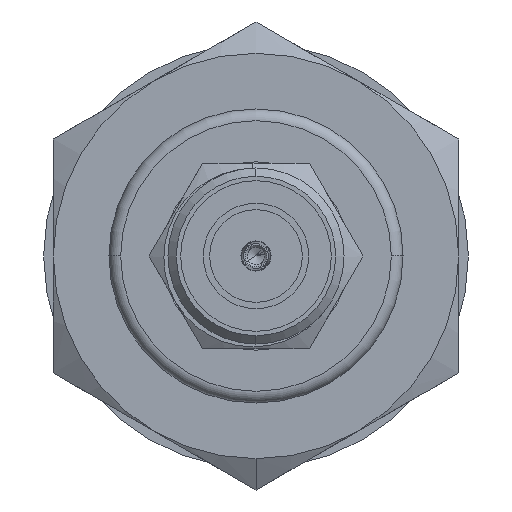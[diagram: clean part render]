
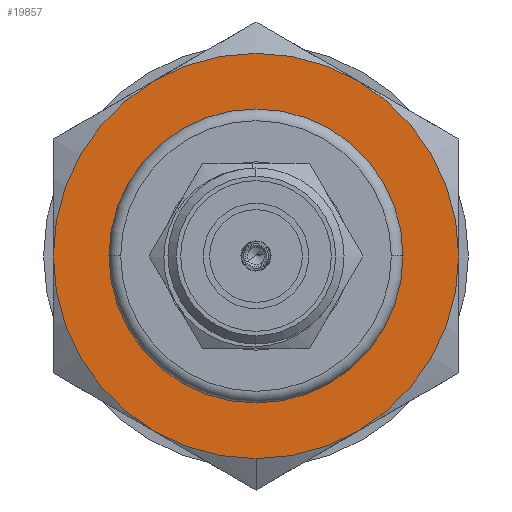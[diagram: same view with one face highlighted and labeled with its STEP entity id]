
A CAD part, left-side view. The second image highlights one B-rep face of the part: STEP entity #19857.
In plain terms, the highlighted face is planar.
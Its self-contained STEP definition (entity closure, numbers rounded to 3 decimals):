
#1163 = AXIS2_PLACEMENT_3D ( 'NONE', #37973, #6725, #3576 ) ;
#1498 = VERTEX_POINT ( 'NONE', #3755 ) ;
#1522 = DIRECTION ( 'NONE',  ( 0., -1., 0. ) ) ;
#1639 = DIRECTION ( 'NONE',  ( 1., 0., 0. ) ) ;
#2353 = CARTESIAN_POINT ( 'NONE',  ( 22.23, 0., 8.75 ) ) ;
#3576 = DIRECTION ( 'NONE',  ( 0., 1., 0. ) ) ;
#3755 = CARTESIAN_POINT ( 'NONE',  ( 22.23, 6.35, 0. ) ) ;
#4041 = CIRCLE ( 'NONE', #29168, 8.75 ) ;
#4456 = AXIS2_PLACEMENT_3D ( 'NONE', #31508, #31287, #34867 ) ;
#4704 = CIRCLE ( 'NONE', #29870, 8.75 ) ;
#4768 = CARTESIAN_POINT ( 'NONE',  ( 22.23, 0., 0. ) ) ;
#4842 = DIRECTION ( 'NONE',  ( 0., 1., 0. ) ) ;
#5036 = EDGE_LOOP ( 'NONE', ( #10833, #26373, #10089, #25427, #37975, #22115, #11863 ) ) ;
#5097 = PLANE ( 'NONE',  #32414 ) ;
#6725 = DIRECTION ( 'NONE',  ( 1., 0., 0. ) ) ;
#6832 = CARTESIAN_POINT ( 'NONE',  ( 22.23, 8.75, 0. ) ) ;
#6948 = DIRECTION ( 'NONE',  ( 0., 1., 0. ) ) ;
#7273 = CARTESIAN_POINT ( 'NONE',  ( 22.23, 0., 0. ) ) ;
#7377 = CARTESIAN_POINT ( 'NONE',  ( 22.23, 0., 0. ) ) ;
#8221 = CARTESIAN_POINT ( 'NONE',  ( 22.23, 0., 0. ) ) ;
#8445 = VERTEX_POINT ( 'NONE', #2353 ) ;
#8599 = DIRECTION ( 'NONE',  ( 0., 1., 0. ) ) ;
#9003 = CIRCLE ( 'NONE', #34148, 8.75 ) ;
#9740 = CARTESIAN_POINT ( 'NONE',  ( 22.23, 7.578, 4.375 ) ) ;
#10089 = ORIENTED_EDGE ( 'NONE', *, *, #36071, .T. ) ;
#10833 = ORIENTED_EDGE ( 'NONE', *, *, #36388, .T. ) ;
#11863 = ORIENTED_EDGE ( 'NONE', *, *, #40167, .T. ) ;
#11936 = ORIENTED_EDGE ( 'NONE', *, *, #36843, .F. ) ;
#12857 = CARTESIAN_POINT ( 'NONE',  ( 22.23, -7.578, 4.375 ) ) ;
#13738 = CARTESIAN_POINT ( 'NONE',  ( 22.23, -7.578, -4.375 ) ) ;
#14069 = AXIS2_PLACEMENT_3D ( 'NONE', #38535, #1639, #8599 ) ;
#14356 = DIRECTION ( 'NONE',  ( 0., 1., 0. ) ) ;
#15236 = AXIS2_PLACEMENT_3D ( 'NONE', #7377, #41796, #6948 ) ;
#15440 = AXIS2_PLACEMENT_3D ( 'NONE', #8221, #35658, #4842 ) ;
#15948 = CIRCLE ( 'NONE', #15236, 8.75 ) ;
#16186 = AXIS2_PLACEMENT_3D ( 'NONE', #41819, #17719, #14356 ) ;
#17719 = DIRECTION ( 'NONE',  ( 1., 0., 0. ) ) ;
#17791 = DIRECTION ( 'NONE',  ( 1., 0., 0. ) ) ;
#18881 = VERTEX_POINT ( 'NONE', #41554 ) ;
#19040 = VERTEX_POINT ( 'NONE', #13738 ) ;
#19857 = ADVANCED_FACE ( 'NONE', ( #22413, #21743 ), #5097, .T. ) ;
#19902 = CIRCLE ( 'NONE', #16186, 8.75 ) ;
#20395 = VERTEX_POINT ( 'NONE', #12857 ) ;
#20447 = CARTESIAN_POINT ( 'NONE',  ( 22.23, -6.35, 0. ) ) ;
#20800 = VERTEX_POINT ( 'NONE', #31559 ) ;
#20992 = DIRECTION ( 'NONE',  ( 1., 0., 0. ) ) ;
#21098 = EDGE_CURVE ( 'NONE', #32529, #1498, #26732, .T. ) ;
#21743 = FACE_BOUND ( 'NONE', #34784, .T. ) ;
#22115 = ORIENTED_EDGE ( 'NONE', *, *, #42985, .T. ) ;
#22413 = FACE_OUTER_BOUND ( 'NONE', #5036, .T. ) ;
#23386 = DIRECTION ( 'NONE',  ( 1., 0., 0. ) ) ;
#23786 = VERTEX_POINT ( 'NONE', #9740 ) ;
#25427 = ORIENTED_EDGE ( 'NONE', *, *, #43508, .T. ) ;
#25568 = CIRCLE ( 'NONE', #1163, 8.75 ) ;
#25783 = CARTESIAN_POINT ( 'NONE',  ( 22.23, 8.641, 0. ) ) ;
#26220 = CIRCLE ( 'NONE', #15440, 8.75 ) ;
#26373 = ORIENTED_EDGE ( 'NONE', *, *, #34505, .T. ) ;
#26732 = CIRCLE ( 'NONE', #4456, 6.35 ) ;
#29168 = AXIS2_PLACEMENT_3D ( 'NONE', #4768, #17791, #31777 ) ;
#29870 = AXIS2_PLACEMENT_3D ( 'NONE', #36207, #23386, #29933 ) ;
#29897 = CIRCLE ( 'NONE', #14069, 6.35 ) ;
#29933 = DIRECTION ( 'NONE',  ( 0., 1., 0. ) ) ;
#30654 = VERTEX_POINT ( 'NONE', #6832 ) ;
#31287 = DIRECTION ( 'NONE',  ( 1., 0., 0. ) ) ;
#31508 = CARTESIAN_POINT ( 'NONE',  ( 22.23, 0., 0. ) ) ;
#31559 = CARTESIAN_POINT ( 'NONE',  ( 22.23, 7.578, -4.375 ) ) ;
#31777 = DIRECTION ( 'NONE',  ( 0., 1., 0. ) ) ;
#31897 = DIRECTION ( 'NONE',  ( 1., 0., 0. ) ) ;
#32414 = AXIS2_PLACEMENT_3D ( 'NONE', #25783, #31897, #1522 ) ;
#32529 = VERTEX_POINT ( 'NONE', #20447 ) ;
#34148 = AXIS2_PLACEMENT_3D ( 'NONE', #7273, #20992, #41688 ) ;
#34505 = EDGE_CURVE ( 'NONE', #30654, #23786, #26220, .T. ) ;
#34784 = EDGE_LOOP ( 'NONE', ( #38273, #11936 ) ) ;
#34867 = DIRECTION ( 'NONE',  ( 0., 1., 0. ) ) ;
#35221 = EDGE_CURVE ( 'NONE', #20395, #19040, #4704, .T. ) ;
#35658 = DIRECTION ( 'NONE',  ( 1., 0., 0. ) ) ;
#36071 = EDGE_CURVE ( 'NONE', #23786, #8445, #9003, .T. ) ;
#36207 = CARTESIAN_POINT ( 'NONE',  ( 22.23, 0., 0. ) ) ;
#36388 = EDGE_CURVE ( 'NONE', #20800, #30654, #25568, .T. ) ;
#36843 = EDGE_CURVE ( 'NONE', #1498, #32529, #29897, .T. ) ;
#37973 = CARTESIAN_POINT ( 'NONE',  ( 22.23, 0., 0. ) ) ;
#37975 = ORIENTED_EDGE ( 'NONE', *, *, #35221, .T. ) ;
#38273 = ORIENTED_EDGE ( 'NONE', *, *, #21098, .F. ) ;
#38535 = CARTESIAN_POINT ( 'NONE',  ( 22.23, 0., 0. ) ) ;
#40167 = EDGE_CURVE ( 'NONE', #18881, #20800, #19902, .T. ) ;
#41554 = CARTESIAN_POINT ( 'NONE',  ( 22.23, 0., -8.75 ) ) ;
#41688 = DIRECTION ( 'NONE',  ( 0., 1., 0. ) ) ;
#41796 = DIRECTION ( 'NONE',  ( 1., 0., 0. ) ) ;
#41819 = CARTESIAN_POINT ( 'NONE',  ( 22.23, 0., 0. ) ) ;
#42985 = EDGE_CURVE ( 'NONE', #19040, #18881, #4041, .T. ) ;
#43508 = EDGE_CURVE ( 'NONE', #8445, #20395, #15948, .T. ) ;
